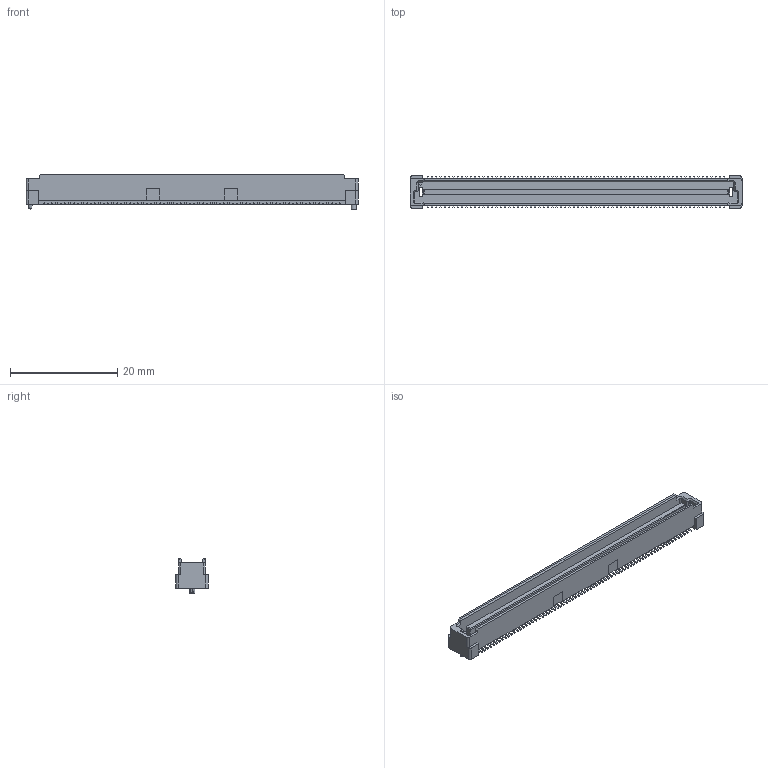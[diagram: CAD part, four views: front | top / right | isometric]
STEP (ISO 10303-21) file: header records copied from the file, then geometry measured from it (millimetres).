
FILE_DESCRIPTION (( 'STEP AP214' ), '1' );
FILE_NAME ('5179029-6.STEP', '2022-04-10T15:20:03', ( 'boksop' ), ( '' ), 'SwSTEP 2.0', 'SolidWorks 2020', '' );
FILE_SCHEMA (( 'AUTOMOTIVE_DESIGN' ));
Length unit declared in the file: millimetre
Products named in the file (1): 5179029-6
Bounding box: 61.8 x 6 x 6.6 mm (x, y, z)
Volume: 1017.5 mm3; surface area: 2251.6 mm2
Topology: 1 solids, 1 shells, 1385 faces, 3695 edges, 2456 vertices
Faces by surface type: plane 1355, cylinder 18, cone 12
Entity records: 42277 total; most frequent: CARTESIAN_POINT 7615, ORIENTED_EDGE 7390, DIRECTION 6493, EDGE_CURVE 3695, LINE 3625, VECTOR 3625, VERTEX_POINT 2456, EDGE_LOOP 1533
